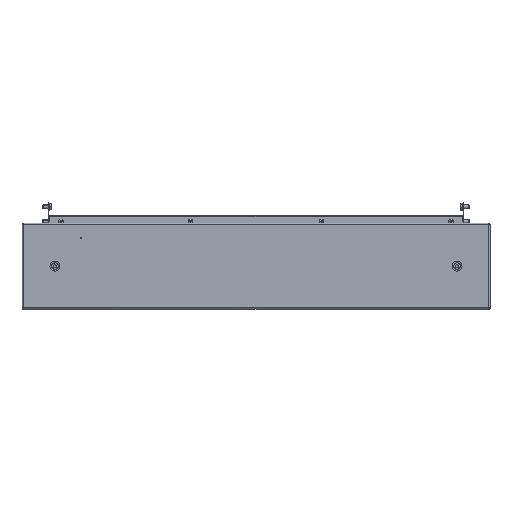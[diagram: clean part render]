
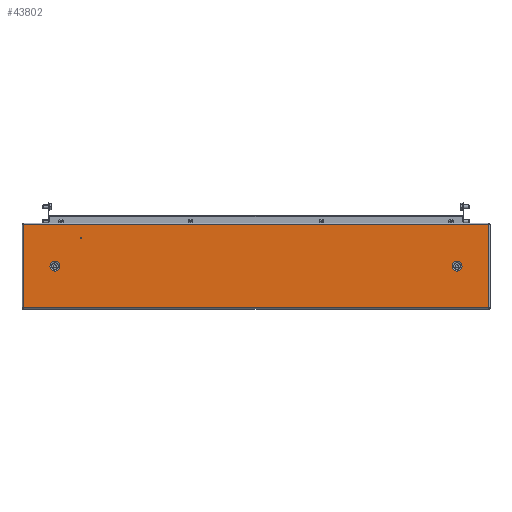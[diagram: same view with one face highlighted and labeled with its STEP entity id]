
A CAD part, top view. The second image highlights one B-rep face of the part: STEP entity #43802.
In plain terms, the highlighted planar face has unit normal (0, 0, 1).
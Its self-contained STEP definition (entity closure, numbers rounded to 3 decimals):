
#2177 = LINE ( 'NONE', #25600, #29480 ) ;
#2889 = CARTESIAN_POINT ( 'NONE',  ( -298., 48., 0. ) ) ;
#3130 = VERTEX_POINT ( 'NONE', #20596 ) ;
#3157 = EDGE_CURVE ( 'NONE', #17063, #46181, #31494, .T. ) ;
#3701 = AXIS2_PLACEMENT_3D ( 'NONE', #53861, #27181, #36216 ) ;
#3751 = EDGE_CURVE ( 'NONE', #37551, #50070, #46511, .T. ) ;
#5217 = VECTOR ( 'NONE', #22952, 1000. ) ;
#5522 = DIRECTION ( 'NONE',  ( 0., 0., 1. ) ) ;
#5622 = DIRECTION ( 'NONE',  ( 0., 1., 0. ) ) ;
#6582 = VERTEX_POINT ( 'NONE', #14989 ) ;
#6779 = DIRECTION ( 'NONE',  ( 0., 0., 1. ) ) ;
#7346 = ORIENTED_EDGE ( 'NONE', *, *, #51590, .T. ) ;
#8308 = EDGE_LOOP ( 'NONE', ( #23718, #39407 ) ) ;
#8753 = EDGE_CURVE ( 'NONE', #21554, #3130, #24760, .T. ) ;
#10677 = CARTESIAN_POINT ( 'NONE',  ( 341.5, 0., 0. ) ) ;
#11047 = CARTESIAN_POINT ( 'NONE',  ( -297., 48., 0. ) ) ;
#11736 = VERTEX_POINT ( 'NONE', #16887 ) ;
#13031 = CARTESIAN_POINT ( 'NONE',  ( 341.5, 8.443, 0. ) ) ;
#14136 = ORIENTED_EDGE ( 'NONE', *, *, #49338, .F. ) ;
#14778 = PLANE ( 'NONE',  #31325 ) ;
#14903 = AXIS2_PLACEMENT_3D ( 'NONE', #27592, #5522, #50369 ) ;
#14984 = CARTESIAN_POINT ( 'NONE',  ( -297.5, 48., 0. ) ) ;
#14989 = CARTESIAN_POINT ( 'NONE',  ( 341.5, -8.443, 0. ) ) ;
#15002 = EDGE_CURVE ( 'NONE', #11736, #22957, #26085, .T. ) ;
#15222 = FACE_BOUND ( 'NONE', #55282, .T. ) ;
#16276 = CARTESIAN_POINT ( 'NONE',  ( -297.5, 48., 0. ) ) ;
#16887 = CARTESIAN_POINT ( 'NONE',  ( -341.5, 8.443, 0. ) ) ;
#17063 = VERTEX_POINT ( 'NONE', #2889 ) ;
#17322 = DIRECTION ( 'NONE',  ( 0., 1., 0. ) ) ;
#17842 = VECTOR ( 'NONE', #5622, 1000. ) ;
#17903 = DIRECTION ( 'NONE',  ( 0., 0., 1. ) ) ;
#18318 = EDGE_CURVE ( 'NONE', #46181, #17063, #41251, .T. ) ;
#19222 = VERTEX_POINT ( 'NONE', #13031 ) ;
#19491 = DIRECTION ( 'NONE',  ( 0., 0., 1. ) ) ;
#19707 = CARTESIAN_POINT ( 'NONE',  ( 395.1, 70.6, 0. ) ) ;
#20596 = CARTESIAN_POINT ( 'NONE',  ( -395.1, 70.6, 0. ) ) ;
#21078 = CARTESIAN_POINT ( 'NONE',  ( 395.1, -70.6, 0. ) ) ;
#21352 = DIRECTION ( 'NONE',  ( 0., -1., 0. ) ) ;
#21554 = VERTEX_POINT ( 'NONE', #19707 ) ;
#22952 = DIRECTION ( 'NONE',  ( -1., 0., 0. ) ) ;
#22957 = VERTEX_POINT ( 'NONE', #49389 ) ;
#23718 = ORIENTED_EDGE ( 'NONE', *, *, #39873, .F. ) ;
#24310 = DIRECTION ( 'NONE',  ( 1., 0., 0. ) ) ;
#24760 = LINE ( 'NONE', #27048, #5217 ) ;
#25600 = CARTESIAN_POINT ( 'NONE',  ( -395.1, 71.529, 0. ) ) ;
#25659 = FACE_OUTER_BOUND ( 'NONE', #30186, .T. ) ;
#26085 = CIRCLE ( 'NONE', #41243, 8.443 ) ;
#27048 = CARTESIAN_POINT ( 'NONE',  ( 396.029, 70.6, 0. ) ) ;
#27181 = DIRECTION ( 'NONE',  ( 0., 0., 1. ) ) ;
#27592 = CARTESIAN_POINT ( 'NONE',  ( 341.5, 0., 0. ) ) ;
#28033 = EDGE_CURVE ( 'NONE', #6582, #19222, #47687, .T. ) ;
#29480 = VECTOR ( 'NONE', #21352, 1000. ) ;
#29691 = ORIENTED_EDGE ( 'NONE', *, *, #3751, .T. ) ;
#29759 = DIRECTION ( 'NONE',  ( 0., 0., -1. ) ) ;
#30186 = EDGE_LOOP ( 'NONE', ( #42565, #29691, #7346, #51289 ) ) ;
#31325 = AXIS2_PLACEMENT_3D ( 'NONE', #55130, #19491, #24310 ) ;
#31494 = CIRCLE ( 'NONE', #55445, 0.5 ) ;
#31901 = ORIENTED_EDGE ( 'NONE', *, *, #3157, .T. ) ;
#32181 = CARTESIAN_POINT ( 'NONE',  ( -396.029, -70.6, 0. ) ) ;
#32589 = CIRCLE ( 'NONE', #14903, 8.443 ) ;
#34090 = DIRECTION ( 'NONE',  ( -1., 0., 0. ) ) ;
#34553 = VECTOR ( 'NONE', #45941, 1000. ) ;
#36216 = DIRECTION ( 'NONE',  ( 0., 1., 0. ) ) ;
#36560 = CARTESIAN_POINT ( 'NONE',  ( 395.1, -71.529, 0. ) ) ;
#37551 = VERTEX_POINT ( 'NONE', #39245 ) ;
#39245 = CARTESIAN_POINT ( 'NONE',  ( -395.1, -70.6, 0. ) ) ;
#39407 = ORIENTED_EDGE ( 'NONE', *, *, #28033, .F. ) ;
#39873 = EDGE_CURVE ( 'NONE', #19222, #6582, #32589, .T. ) ;
#41243 = AXIS2_PLACEMENT_3D ( 'NONE', #53172, #17903, #17322 ) ;
#41251 = CIRCLE ( 'NONE', #43850, 0.5 ) ;
#41597 = DIRECTION ( 'NONE',  ( -1., 0., 0. ) ) ;
#42565 = ORIENTED_EDGE ( 'NONE', *, *, #45043, .T. ) ;
#43307 = EDGE_LOOP ( 'NONE', ( #31901, #47536 ) ) ;
#43667 = CIRCLE ( 'NONE', #3701, 8.443 ) ;
#43802 = ADVANCED_FACE ( 'NONE', ( #54413, #43930, #15222, #25659 ), #14778, .T. ) ;
#43850 = AXIS2_PLACEMENT_3D ( 'NONE', #14984, #55324, #41597 ) ;
#43930 = FACE_BOUND ( 'NONE', #8308, .T. ) ;
#45043 = EDGE_CURVE ( 'NONE', #3130, #37551, #2177, .T. ) ;
#45941 = DIRECTION ( 'NONE',  ( 1., 0., 0. ) ) ;
#46181 = VERTEX_POINT ( 'NONE', #11047 ) ;
#46511 = LINE ( 'NONE', #32181, #34553 ) ;
#47536 = ORIENTED_EDGE ( 'NONE', *, *, #18318, .T. ) ;
#47687 = CIRCLE ( 'NONE', #53957, 8.443 ) ;
#49338 = EDGE_CURVE ( 'NONE', #22957, #11736, #43667, .T. ) ;
#49389 = CARTESIAN_POINT ( 'NONE',  ( -341.5, -8.443, 0. ) ) ;
#50070 = VERTEX_POINT ( 'NONE', #21078 ) ;
#50369 = DIRECTION ( 'NONE',  ( 0., 1., 0. ) ) ;
#51043 = DIRECTION ( 'NONE',  ( 0., 1., 0. ) ) ;
#51289 = ORIENTED_EDGE ( 'NONE', *, *, #8753, .T. ) ;
#51590 = EDGE_CURVE ( 'NONE', #50070, #21554, #57785, .T. ) ;
#53172 = CARTESIAN_POINT ( 'NONE',  ( -341.5, 0., 0. ) ) ;
#53861 = CARTESIAN_POINT ( 'NONE',  ( -341.5, 0., 0. ) ) ;
#53957 = AXIS2_PLACEMENT_3D ( 'NONE', #10677, #6779, #51043 ) ;
#54270 = ORIENTED_EDGE ( 'NONE', *, *, #15002, .F. ) ;
#54413 = FACE_BOUND ( 'NONE', #43307, .T. ) ;
#55130 = CARTESIAN_POINT ( 'NONE',  ( 0., 0., 0. ) ) ;
#55282 = EDGE_LOOP ( 'NONE', ( #54270, #14136 ) ) ;
#55324 = DIRECTION ( 'NONE',  ( 0., 0., -1. ) ) ;
#55445 = AXIS2_PLACEMENT_3D ( 'NONE', #16276, #29759, #34090 ) ;
#57785 = LINE ( 'NONE', #36560, #17842 ) ;
